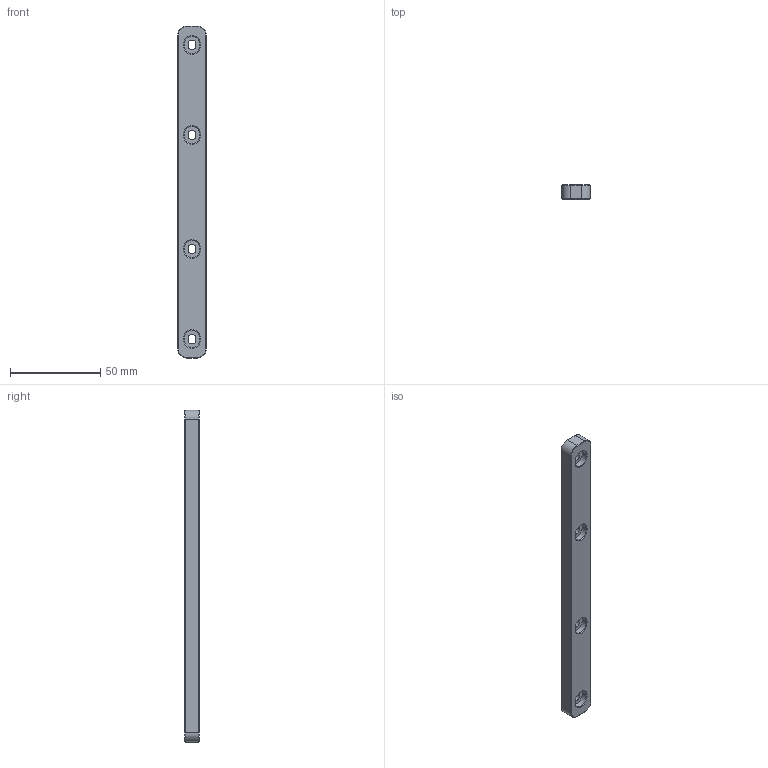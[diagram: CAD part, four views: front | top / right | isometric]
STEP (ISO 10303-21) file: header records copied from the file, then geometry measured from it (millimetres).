
FILE_DESCRIPTION (( 'STEP AP203' ), '1' );
FILE_NAME ('萇埭蟀諉璃.STEP', '2025-01-10T08:47:29', ( 'Leo' ), ( '' ), 'SwSTEP 2.0', 'SolidWorks 2022', '' );
FILE_SCHEMA (( 'CONFIG_CONTROL_DESIGN' ));
Length unit declared in the file: millimetre
Products named in the file (1): 电源连接件
Bounding box: 16 x 8 x 184.3 mm (x, y, z)
Volume: 22047.5 mm3; surface area: 9364.8 mm2
Topology: 1 solids, 1 shells, 110 faces, 262 edges, 158 vertices
Faces by surface type: plane 50, cone 32, cylinder 28
Entity records: 3233 total; most frequent: DIRECTION 578, CARTESIAN_POINT 531, ORIENTED_EDGE 524, EDGE_CURVE 262, AXIS2_PLACEMENT_3D 205, LINE 168, VECTOR 168, VERTEX_POINT 158
